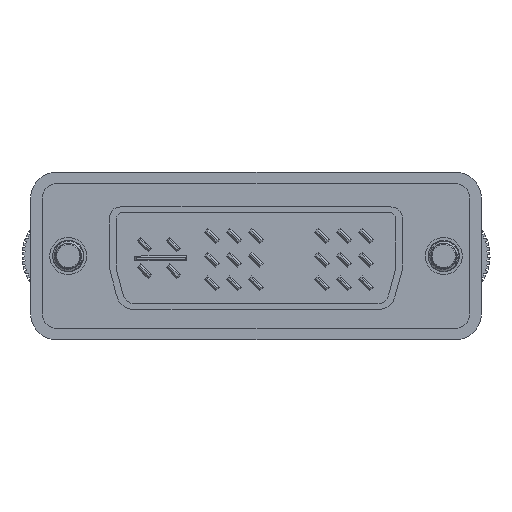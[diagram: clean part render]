
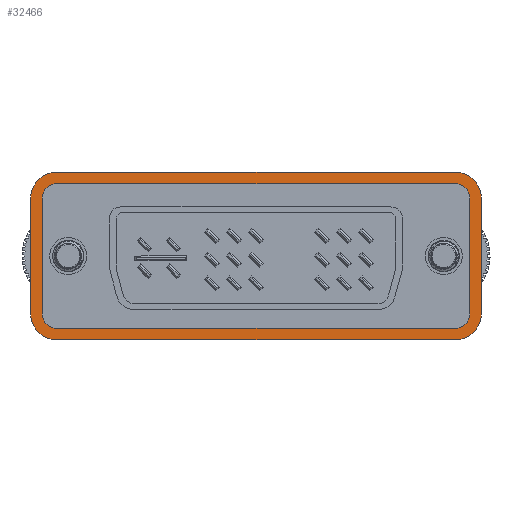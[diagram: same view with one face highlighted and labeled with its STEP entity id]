
A CAD part, front view. The second image highlights one B-rep face of the part: STEP entity #32466.
In plain terms, the highlighted face is planar.
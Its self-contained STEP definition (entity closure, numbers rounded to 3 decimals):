
#26602=CARTESIAN_POINT('',(17.25,0.,-5.));
#26603=DIRECTION('',(0.,-1.,0.));
#26604=DIRECTION('',(0.,0.,-1.));
#26605=AXIS2_PLACEMENT_3D('',#26602,#26603,#26604);
#26607=CARTESIAN_POINT('',(17.25,0.,5.));
#26608=DIRECTION('',(0.,-1.,0.));
#26609=DIRECTION('',(1.,0.,0.));
#26610=AXIS2_PLACEMENT_3D('',#26607,#26608,#26609);
#26612=DIRECTION('',(-1.,0.,0.));
#26613=VECTOR('',#26612,34.5);
#26614=CARTESIAN_POINT('',(17.25,0.,7.25));
#26615=LINE('',#26614,#26613);
#26616=CARTESIAN_POINT('',(-17.25,0.,5.));
#26617=DIRECTION('',(0.,-1.,0.));
#26618=DIRECTION('',(0.,0.,1.));
#26619=AXIS2_PLACEMENT_3D('',#26616,#26617,#26618);
#26621=DIRECTION('',(0.,0.,-1.));
#26622=VECTOR('',#26621,10.);
#26623=CARTESIAN_POINT('',(-19.5,0.,5.));
#26624=LINE('',#26623,#26622);
#26625=CARTESIAN_POINT('',(-17.25,0.,-5.));
#26626=DIRECTION('',(0.,-1.,0.));
#26627=DIRECTION('',(-1.,0.,0.));
#26628=AXIS2_PLACEMENT_3D('',#26625,#26626,#26627);
#26630=DIRECTION('',(1.,0.,0.));
#26631=VECTOR('',#26630,34.5);
#26632=CARTESIAN_POINT('',(-17.25,0.,-7.25));
#26633=LINE('',#26632,#26631);
#26634=CARTESIAN_POINT('',(-17.25,0.,5.));
#26635=DIRECTION('',(0.,1.,0.));
#26636=DIRECTION('',(-1.,0.,0.));
#26637=AXIS2_PLACEMENT_3D('',#26634,#26635,#26636);
#26639=CARTESIAN_POINT('',(17.25,0.,5.));
#26640=DIRECTION('',(0.,1.,0.));
#26641=DIRECTION('',(0.,0.,1.));
#26642=AXIS2_PLACEMENT_3D('',#26639,#26640,#26641);
#26644=CARTESIAN_POINT('',(17.25,0.,-5.));
#26645=DIRECTION('',(0.,1.,0.));
#26646=DIRECTION('',(1.,0.,0.));
#26647=AXIS2_PLACEMENT_3D('',#26644,#26645,#26646);
#26649=CARTESIAN_POINT('',(-17.25,0.,-5.));
#26650=DIRECTION('',(0.,1.,0.));
#26651=DIRECTION('',(0.,0.,-1.));
#26652=AXIS2_PLACEMENT_3D('',#26649,#26650,#26651);
#26662=DIRECTION('',(0.,0.,-1.));
#26663=VECTOR('',#26662,10.);
#26664=CARTESIAN_POINT('',(19.5,0.,5.));
#26665=LINE('',#26664,#26663);
#27187=DIRECTION('',(0.,0.,-1.));
#27188=VECTOR('',#27187,10.);
#27189=CARTESIAN_POINT('',(-18.5,0.,5.));
#27190=LINE('',#27189,#27188);
#27199=DIRECTION('',(1.,0.,0.));
#27200=VECTOR('',#27199,34.5);
#27201=CARTESIAN_POINT('',(-17.25,0.,-6.25));
#27202=LINE('',#27201,#27200);
#27211=DIRECTION('',(0.,0.,1.));
#27212=VECTOR('',#27211,10.);
#27213=CARTESIAN_POINT('',(18.5,0.,-5.));
#27214=LINE('',#27213,#27212);
#27223=DIRECTION('',(-1.,0.,0.));
#27224=VECTOR('',#27223,34.5);
#27225=CARTESIAN_POINT('',(17.25,0.,6.25));
#27226=LINE('',#27225,#27224);
#30475=CARTESIAN_POINT('',(17.25,0.,-7.25));
#30477=VERTEX_POINT('',#30475);
#30479=CARTESIAN_POINT('',(-17.25,0.,-7.25));
#30480=VERTEX_POINT('',#30479);
#30549=CARTESIAN_POINT('',(19.5,0.,-5.));
#30550=VERTEX_POINT('',#30549);
#30619=CARTESIAN_POINT('',(-17.25,0.,7.25));
#30621=VERTEX_POINT('',#30619);
#30623=CARTESIAN_POINT('',(17.25,0.,7.25));
#30624=VERTEX_POINT('',#30623);
#30687=CARTESIAN_POINT('',(-19.5,0.,5.));
#30688=VERTEX_POINT('',#30687);
#30702=CARTESIAN_POINT('',(-19.5,0.,-5.));
#30703=VERTEX_POINT('',#30702);
#30704=CARTESIAN_POINT('',(19.5,0.,5.));
#30705=VERTEX_POINT('',#30704);
#30706=CARTESIAN_POINT('',(-18.5,0.,5.));
#30707=CARTESIAN_POINT('',(-17.25,0.,6.25));
#30708=VERTEX_POINT('',#30706);
#30709=VERTEX_POINT('',#30707);
#30710=CARTESIAN_POINT('',(17.25,0.,6.25));
#30711=VERTEX_POINT('',#30710);
#30712=CARTESIAN_POINT('',(18.5,0.,5.));
#30713=VERTEX_POINT('',#30712);
#30714=CARTESIAN_POINT('',(18.5,0.,-5.));
#30715=VERTEX_POINT('',#30714);
#30716=CARTESIAN_POINT('',(17.25,0.,-6.25));
#30717=VERTEX_POINT('',#30716);
#30718=CARTESIAN_POINT('',(-17.25,0.,-6.25));
#30719=VERTEX_POINT('',#30718);
#30720=CARTESIAN_POINT('',(-18.5,0.,-5.));
#30721=VERTEX_POINT('',#30720);
#32430=CARTESIAN_POINT('',(0.,0.,0.));
#32431=DIRECTION('',(0.,1.,0.));
#32432=DIRECTION('',(-1.,0.,0.));
#32433=AXIS2_PLACEMENT_3D('',#32430,#32431,#32432);
#32434=PLANE('',#32433);
#32435=ORIENTED_EDGE('',*,*,#31905,.T.);
#32437=ORIENTED_EDGE('',*,*,#32436,.F.);
#32439=ORIENTED_EDGE('',*,*,#32438,.T.);
#32440=ORIENTED_EDGE('',*,*,#32198,.T.);
#32441=ORIENTED_EDGE('',*,*,#32288,.T.);
#32443=ORIENTED_EDGE('',*,*,#32442,.T.);
#32444=ORIENTED_EDGE('',*,*,#32421,.T.);
#32445=ORIENTED_EDGE('',*,*,#31813,.T.);
#32446=EDGE_LOOP('',(#32435,#32437,#32439,#32440,#32441,#32443,#32444,#32445));
#32447=FACE_OUTER_BOUND('',#32446,.F.);
#32449=ORIENTED_EDGE('',*,*,#32448,.T.);
#32451=ORIENTED_EDGE('',*,*,#32450,.F.);
#32453=ORIENTED_EDGE('',*,*,#32452,.T.);
#32455=ORIENTED_EDGE('',*,*,#32454,.F.);
#32457=ORIENTED_EDGE('',*,*,#32456,.T.);
#32459=ORIENTED_EDGE('',*,*,#32458,.F.);
#32461=ORIENTED_EDGE('',*,*,#32460,.T.);
#32463=ORIENTED_EDGE('',*,*,#32462,.F.);
#32464=EDGE_LOOP('',(#32449,#32451,#32453,#32455,#32457,#32459,#32461,#32463));
#32465=FACE_BOUND('',#32464,.F.);
#26606=CIRCLE('',#26605,2.25);
#26611=CIRCLE('',#26610,2.25);
#26620=CIRCLE('',#26619,2.25);
#26629=CIRCLE('',#26628,2.25);
#26638=CIRCLE('',#26637,1.25);
#26643=CIRCLE('',#26642,1.25);
#26648=CIRCLE('',#26647,1.25);
#26653=CIRCLE('',#26652,1.25);
#31813=EDGE_CURVE('',#30480,#30477,#26633,.T.);
#31905=EDGE_CURVE('',#30477,#30550,#26606,.T.);
#32198=EDGE_CURVE('',#30624,#30621,#26615,.T.);
#32288=EDGE_CURVE('',#30621,#30688,#26620,.T.);
#32421=EDGE_CURVE('',#30703,#30480,#26629,.T.);
#32436=EDGE_CURVE('',#30705,#30550,#26665,.T.);
#32438=EDGE_CURVE('',#30705,#30624,#26611,.T.);
#32442=EDGE_CURVE('',#30688,#30703,#26624,.T.);
#32448=EDGE_CURVE('',#30708,#30709,#26638,.T.);
#32450=EDGE_CURVE('',#30711,#30709,#27226,.T.);
#32452=EDGE_CURVE('',#30711,#30713,#26643,.T.);
#32454=EDGE_CURVE('',#30715,#30713,#27214,.T.);
#32456=EDGE_CURVE('',#30715,#30717,#26648,.T.);
#32458=EDGE_CURVE('',#30719,#30717,#27202,.T.);
#32460=EDGE_CURVE('',#30719,#30721,#26653,.T.);
#32462=EDGE_CURVE('',#30708,#30721,#27190,.T.);
#32466=ADVANCED_FACE('',(#32447,#32465),#32434,.T.);
